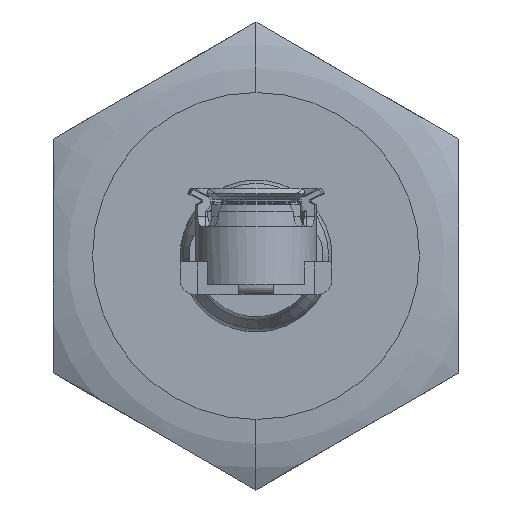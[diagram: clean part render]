
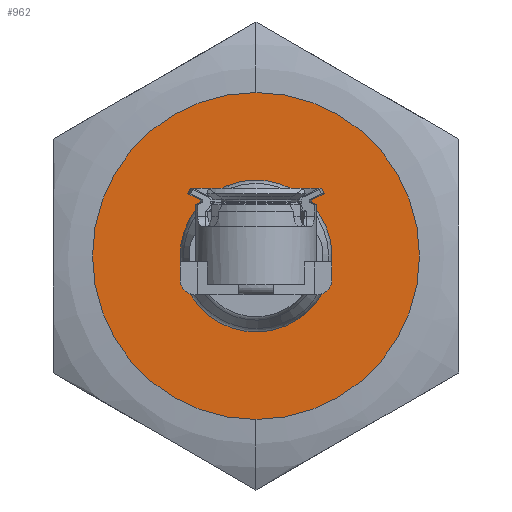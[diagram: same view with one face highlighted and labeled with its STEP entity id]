
A CAD part, left-side view. The second image highlights one B-rep face of the part: STEP entity #962.
In plain terms, the highlighted planar face has unit normal (-1, 0, 0).
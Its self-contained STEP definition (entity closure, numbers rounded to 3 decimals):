
#920 = CIRCLE ( 'NONE', #9651, 3.227 ) ;
#962 = ADVANCED_FACE ( 'NONE', ( #19341, #10759 ), #8705, .F. ) ;
#1454 = CARTESIAN_POINT ( 'NONE',  ( -177.549, 9.743, 0. ) ) ;
#3029 = AXIS2_PLACEMENT_3D ( 'NONE', #18473, #21054, #28957 ) ;
#3326 = EDGE_CURVE ( 'NONE', #24918, #20958, #27728, .T. ) ;
#4850 = ORIENTED_EDGE ( 'NONE', *, *, #32952, .T. ) ;
#5202 = EDGE_CURVE ( 'NONE', #14528, #33321, #19927, .T. ) ;
#7163 = CARTESIAN_POINT ( 'NONE',  ( -177.549, 9.743, -3.227 ) ) ;
#8113 = ORIENTED_EDGE ( 'NONE', *, *, #5202, .T. ) ;
#8705 = PLANE ( 'NONE',  #28908 ) ;
#9651 = AXIS2_PLACEMENT_3D ( 'NONE', #28252, #33078, #14338 ) ;
#10635 = DIRECTION ( 'NONE',  ( 0., 1., 0. ) ) ;
#10759 = FACE_OUTER_BOUND ( 'NONE', #16434, .T. ) ;
#11131 = AXIS2_PLACEMENT_3D ( 'NONE', #1454, #22570, #22054 ) ;
#11603 = ORIENTED_EDGE ( 'NONE', *, *, #3326, .T. ) ;
#14338 = DIRECTION ( 'NONE',  ( 0., 0., 1. ) ) ;
#14528 = VERTEX_POINT ( 'NONE', #23845 ) ;
#14540 = DIRECTION ( 'NONE',  ( 0., 1., 0. ) ) ;
#16434 = EDGE_LOOP ( 'NONE', ( #11603, #4850 ) ) ;
#16534 = CARTESIAN_POINT ( 'NONE',  ( -177.549, 11.093, 0. ) ) ;
#17681 = EDGE_LOOP ( 'NONE', ( #25925, #8113 ) ) ;
#18473 = CARTESIAN_POINT ( 'NONE',  ( -177.549, 9.743, 0. ) ) ;
#19341 = FACE_BOUND ( 'NONE', #17681, .T. ) ;
#19927 = CIRCLE ( 'NONE', #23823, 1.35 ) ;
#20044 = CARTESIAN_POINT ( 'NONE',  ( -177.549, 9.743, 3.227 ) ) ;
#20958 = VERTEX_POINT ( 'NONE', #7163 ) ;
#21054 = DIRECTION ( 'NONE',  ( -1., 0., 0. ) ) ;
#22054 = DIRECTION ( 'NONE',  ( 0., 1., 0. ) ) ;
#22570 = DIRECTION ( 'NONE',  ( 1., 0., 0. ) ) ;
#23823 = AXIS2_PLACEMENT_3D ( 'NONE', #33883, #31809, #10635 ) ;
#23845 = CARTESIAN_POINT ( 'NONE',  ( -177.549, 8.393, 0. ) ) ;
#24918 = VERTEX_POINT ( 'NONE', #20044 ) ;
#25925 = ORIENTED_EDGE ( 'NONE', *, *, #27741, .T. ) ;
#27728 = CIRCLE ( 'NONE', #3029, 3.227 ) ;
#27741 = EDGE_CURVE ( 'NONE', #33321, #14528, #28713, .T. ) ;
#28252 = CARTESIAN_POINT ( 'NONE',  ( -177.549, 9.743, 0. ) ) ;
#28713 = CIRCLE ( 'NONE', #11131, 1.35 ) ;
#28908 = AXIS2_PLACEMENT_3D ( 'NONE', #30029, #30353, #14540 ) ;
#28957 = DIRECTION ( 'NONE',  ( 0., 0., 1. ) ) ;
#30029 = CARTESIAN_POINT ( 'NONE',  ( -177.549, 9.743, 0. ) ) ;
#30353 = DIRECTION ( 'NONE',  ( 1., 0., 0. ) ) ;
#31809 = DIRECTION ( 'NONE',  ( 1., 0., 0. ) ) ;
#32952 = EDGE_CURVE ( 'NONE', #20958, #24918, #920, .T. ) ;
#33078 = DIRECTION ( 'NONE',  ( -1., 0., 0. ) ) ;
#33321 = VERTEX_POINT ( 'NONE', #16534 ) ;
#33883 = CARTESIAN_POINT ( 'NONE',  ( -177.549, 9.743, 0. ) ) ;
